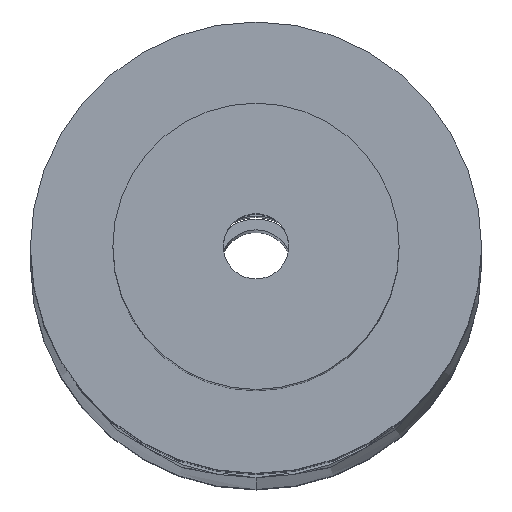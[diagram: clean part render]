
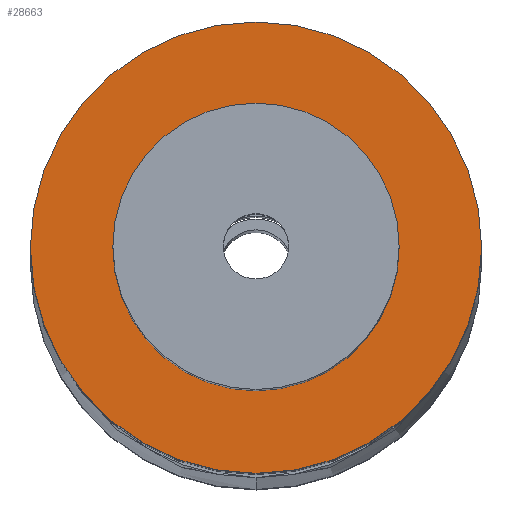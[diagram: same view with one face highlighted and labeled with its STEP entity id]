
A CAD part, top view. The second image highlights one B-rep face of the part: STEP entity #28663.
In plain terms, the highlighted planar face has unit normal (0, 0, 1).
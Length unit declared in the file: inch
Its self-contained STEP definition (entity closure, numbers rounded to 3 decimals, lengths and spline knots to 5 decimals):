
#28344=CARTESIAN_POINT('',(0.,0.,-0.08266));
#28345=DIRECTION('',(0.,0.,1.));
#28346=DIRECTION('',(0.,1.,0.));
#28347=AXIS2_PLACEMENT_3D('',#28344,#28345,#28346);
#28353=CARTESIAN_POINT('',(0.,0.,-0.08266));
#28354=DIRECTION('',(0.,0.,-1.));
#28355=DIRECTION('',(0.,1.,0.));
#28356=AXIS2_PLACEMENT_3D('',#28353,#28354,#28355);
#28362=CARTESIAN_POINT('',(0.,0.,-0.08266));
#28363=DIRECTION('',(0.,0.,1.));
#28364=DIRECTION('',(0.,1.,0.));
#28365=AXIS2_PLACEMENT_3D('',#28362,#28363,#28364);
#28367=CARTESIAN_POINT('',(0.,0.,-0.08266));
#28368=DIRECTION('',(0.,0.,-1.));
#28369=DIRECTION('',(0.,1.,0.));
#28370=AXIS2_PLACEMENT_3D('',#28367,#28368,#28369);
#28567=CARTESIAN_POINT('',(0.,0.145,-0.08266));
#28569=VERTEX_POINT('',#28567);
#28570=CARTESIAN_POINT('',(0.,0.092,-0.08266));
#28572=VERTEX_POINT('',#28570);
#28595=CARTESIAN_POINT('',(0.,-0.145,-0.08266));
#28597=VERTEX_POINT('',#28595);
#28598=CARTESIAN_POINT('',(0.,-0.092,-0.08266));
#28600=VERTEX_POINT('',#28598);
#28648=CARTESIAN_POINT('',(0.,0.,-0.08266));
#28649=DIRECTION('',(0.,0.,1.));
#28650=DIRECTION('',(0.,1.,0.));
#28651=AXIS2_PLACEMENT_3D('',#28648,#28649,#28650);
#28652=PLANE('',#28651);
#28654=ORIENTED_EDGE('',*,*,#28653,.F.);
#28656=ORIENTED_EDGE('',*,*,#28655,.T.);
#28657=EDGE_LOOP('',(#28654,#28656));
#28658=FACE_OUTER_BOUND('',#28657,.F.);
#28659=ORIENTED_EDGE('',*,*,#28641,.F.);
#28660=ORIENTED_EDGE('',*,*,#28630,.T.);
#28661=EDGE_LOOP('',(#28659,#28660));
#28662=FACE_BOUND('',#28661,.F.);
#28663=ADVANCED_FACE('',(#28658,#28662),#28652,.T.);
#28348=CIRCLE('',#28347,0.092);
#28357=CIRCLE('',#28356,0.092);
#28366=CIRCLE('',#28365,0.145);
#28371=CIRCLE('',#28370,0.145);
#28630=EDGE_CURVE('',#28572,#28600,#28348,.T.);
#28641=EDGE_CURVE('',#28572,#28600,#28357,.T.);
#28653=EDGE_CURVE('',#28569,#28597,#28366,.T.);
#28655=EDGE_CURVE('',#28569,#28597,#28371,.T.);
